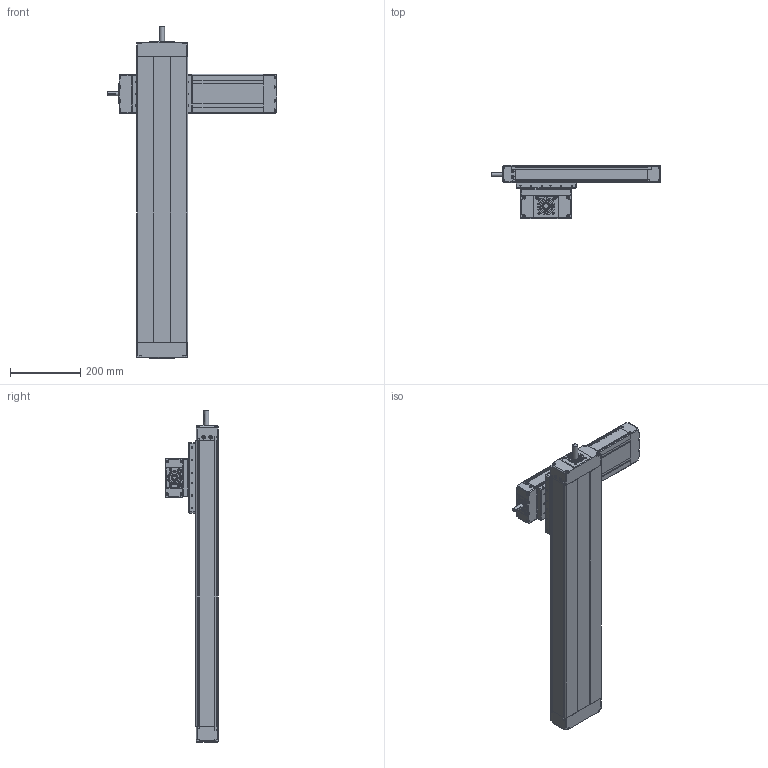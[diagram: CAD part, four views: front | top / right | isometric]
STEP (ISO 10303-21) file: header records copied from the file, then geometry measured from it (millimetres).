
FILE_DESCRIPTION((''),'2;1');
FILE_NAME('CTV 110-on CTV 145.stp','2011-08-10T10:57:14',('pgrilc'),(''),'Autodesk Inventor 2012','Autodesk Inventor 2012','');
FILE_SCHEMA(('AUTOMOTIVE_DESIGN { 1 0 10303 214 1 1 1 1 }'));
Length unit declared in the file: millimetre
Products named in the file (3): Assembly1; CTV 145 L IPART-021; CTV 110 L IPART-02
Assembly tree (2 placements, depth 2):
  Assembly1
    CTV 145 L IPART-021
    CTV 110 L IPART-02
Bounding box: 481 x 150 x 942.5 mm (x, y, z)
Volume: 11206672 mm3; surface area: 764173.8 mm2
Topology: 2 solids, 32 shells, 1165 faces, 2912 edges, 1866 vertices
Faces by surface type: plane 720, cylinder 288, cone 109, torus 40, sphere 8
Full cylindrical faces by diameter (mm): 1 x6, 1.7 x4, 3.242 x12, 4 x4, 4.134 x20, 4.2 x4, 4.917 x25, 5 x4, 6 x4, 6.647 x9, 7 x22, 8 x4, 8.5 x22, 9 x6, 10 x4, 11 x1, 11.5 x1, 12 x2, 14 x1, 16.2 x1, 17 x2, 20 x1, 24.36 x1, 29 x1, 32.64 x1, 37 x1, 40 x2, 48 x1
Entity records: 32293 total; most frequent: CARTESIAN_POINT 5672, DIRECTION 5316, ORIENTED_EDGE 4918, EDGE_CURVE 2459, AXIS2_PLACEMENT_3D 1815, VERTEX_POINT 1731, VECTOR 1686, LINE 1686
